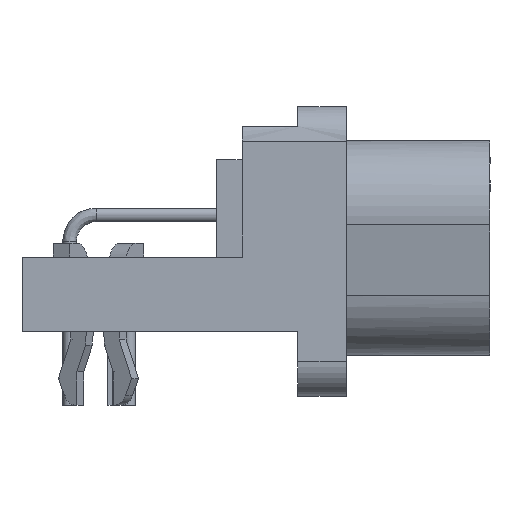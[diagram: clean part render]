
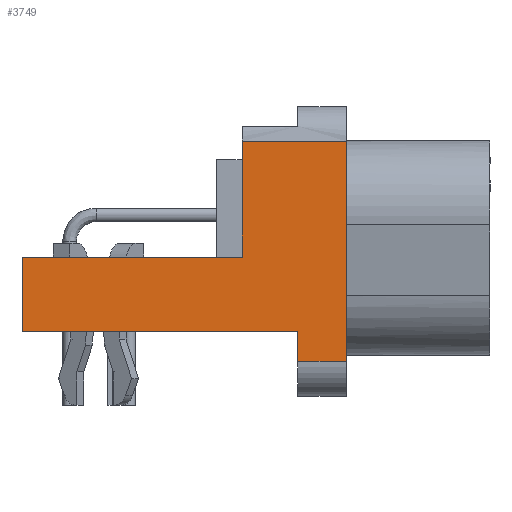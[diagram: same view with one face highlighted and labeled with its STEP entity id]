
A CAD part, left-side view. The second image highlights one B-rep face of the part: STEP entity #3749.
In plain terms, the highlighted free-form (B-spline) face has degree [1, 1] with [2, 2] control points.
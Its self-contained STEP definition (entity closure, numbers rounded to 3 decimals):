
#2840 = VERTEX_POINT('',#2841);
#2841 = CARTESIAN_POINT('',(-26.55,-6.15,8.23));
#2847 = EDGE_CURVE('',#2840,#2848,#2850,.T.);
#2848 = VERTEX_POINT('',#2849);
#2849 = CARTESIAN_POINT('',(-26.55,-10.65,8.23));
#2850 = B_SPLINE_CURVE_WITH_KNOTS('',1,(#2851,#2852),.UNSPECIFIED.,.F.,
  .F.,(2,2),(0.,1.),.PIECEWISE_BEZIER_KNOTS.);
#2851 = CARTESIAN_POINT('',(-26.55,-6.15,8.23));
#2852 = CARTESIAN_POINT('',(-26.55,-10.65,8.23));
#3235 = VERTEX_POINT('',#3236);
#3236 = CARTESIAN_POINT('',(-26.55,3.35,0.03));
#3241 = EDGE_CURVE('',#3242,#3235,#3244,.T.);
#3242 = VERTEX_POINT('',#3243);
#3243 = CARTESIAN_POINT('',(-26.55,3.35,3.23));
#3244 = B_SPLINE_CURVE_WITH_KNOTS('',1,(#3245,#3246),.UNSPECIFIED.,.F.,
  .F.,(2,2),(0.,1.),.PIECEWISE_BEZIER_KNOTS.);
#3245 = CARTESIAN_POINT('',(-26.55,3.35,3.23));
#3246 = CARTESIAN_POINT('',(-26.55,3.35,0.03));
#3291 = EDGE_CURVE('',#3292,#3242,#3294,.T.);
#3292 = VERTEX_POINT('',#3293);
#3293 = CARTESIAN_POINT('',(-26.55,-6.15,3.23));
#3294 = B_SPLINE_CURVE_WITH_KNOTS('',1,(#3295,#3296),.UNSPECIFIED.,.F.,
  .F.,(2,2),(0.,1.),.PIECEWISE_BEZIER_KNOTS.);
#3295 = CARTESIAN_POINT('',(-26.55,-6.15,3.23));
#3296 = CARTESIAN_POINT('',(-26.55,3.35,3.23));
#3501 = EDGE_CURVE('',#2840,#3292,#3502,.T.);
#3502 = B_SPLINE_CURVE_WITH_KNOTS('',1,(#3503,#3504),.UNSPECIFIED.,.F.,
  .F.,(2,2),(0.,0.885),.PIECEWISE_BEZIER_KNOTS.);
#3503 = CARTESIAN_POINT('',(-26.55,-6.15,8.23));
#3504 = CARTESIAN_POINT('',(-26.55,-6.15,3.23));
#3642 = VERTEX_POINT('',#3643);
#3643 = CARTESIAN_POINT('',(-26.55,-8.55,0.03));
#3648 = EDGE_CURVE('',#3235,#3642,#3649,.T.);
#3649 = B_SPLINE_CURVE_WITH_KNOTS('',1,(#3650,#3651),.UNSPECIFIED.,.F.,
  .F.,(2,2),(0.,1.),.PIECEWISE_BEZIER_KNOTS.);
#3650 = CARTESIAN_POINT('',(-26.55,3.35,0.03));
#3651 = CARTESIAN_POINT('',(-26.55,-8.55,0.03));
#3700 = VERTEX_POINT('',#3701);
#3701 = CARTESIAN_POINT('',(-26.55,-8.55,-1.27));
#3707 = EDGE_CURVE('',#3642,#3700,#3708,.T.);
#3708 = B_SPLINE_CURVE_WITH_KNOTS('',1,(#3709,#3710),.UNSPECIFIED.,.F.,
  .F.,(2,2),(0.536,1.),.PIECEWISE_BEZIER_KNOTS.);
#3709 = CARTESIAN_POINT('',(-26.55,-8.55,0.03));
#3710 = CARTESIAN_POINT('',(-26.55,-8.55,-1.27));
#3724 = EDGE_CURVE('',#3700,#3725,#3727,.T.);
#3725 = VERTEX_POINT('',#3726);
#3726 = CARTESIAN_POINT('',(-26.55,-10.65,-1.27));
#3727 = B_SPLINE_CURVE_WITH_KNOTS('',1,(#3728,#3729),.UNSPECIFIED.,.F.,
  .F.,(2,2),(0.,1.),.PIECEWISE_BEZIER_KNOTS.);
#3728 = CARTESIAN_POINT('',(-26.55,-8.55,-1.27));
#3729 = CARTESIAN_POINT('',(-26.55,-10.65,-1.27));
#3749 = ADVANCED_FACE('',(#3750),#3764,.T.);
#3750 = FACE_BOUND('',#3751,.T.);
#3751 = EDGE_LOOP('',(#3752,#3753,#3758,#3759,#3760,#3761,#3762,#3763));
#3752 = ORIENTED_EDGE('',*,*,#3724,.T.);
#3753 = ORIENTED_EDGE('',*,*,#3754,.T.);
#3754 = EDGE_CURVE('',#3725,#2848,#3755,.T.);
#3755 = B_SPLINE_CURVE_WITH_KNOTS('',1,(#3756,#3757),.UNSPECIFIED.,.F.,
  .F.,(2,2),(0.,19.),.PIECEWISE_BEZIER_KNOTS.);
#3756 = CARTESIAN_POINT('',(-26.55,-10.65,-1.27));
#3757 = CARTESIAN_POINT('',(-26.55,-10.65,8.23));
#3758 = ORIENTED_EDGE('',*,*,#2847,.F.);
#3759 = ORIENTED_EDGE('',*,*,#3501,.T.);
#3760 = ORIENTED_EDGE('',*,*,#3291,.T.);
#3761 = ORIENTED_EDGE('',*,*,#3241,.T.);
#3762 = ORIENTED_EDGE('',*,*,#3648,.T.);
#3763 = ORIENTED_EDGE('',*,*,#3707,.T.);
#3764 = B_SPLINE_SURFACE_WITH_KNOTS('',1,1,(
    (#3765,#3766)
    ,(#3767,#3768
    )),.UNSPECIFIED.,.F.,.F.,.F.,(2,2),(2,2),(0.,1.),(0.,1.),
  .PIECEWISE_BEZIER_KNOTS.);
#3765 = CARTESIAN_POINT('',(-26.55,4.125,10.455));
#3766 = CARTESIAN_POINT('',(-26.55,-10.925,10.455));
#3767 = CARTESIAN_POINT('',(-26.55,4.125,-3.495));
#3768 = CARTESIAN_POINT('',(-26.55,-10.925,-3.495));
